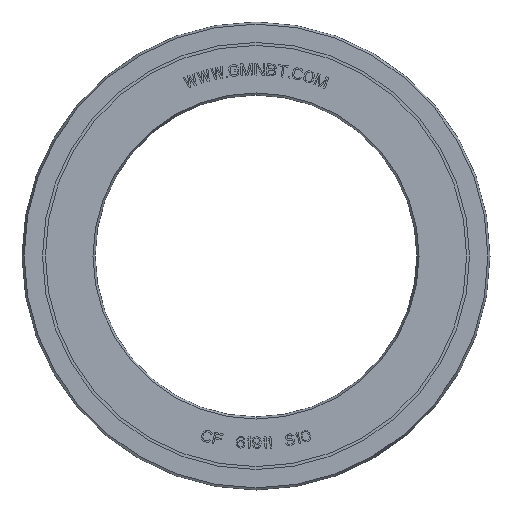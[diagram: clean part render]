
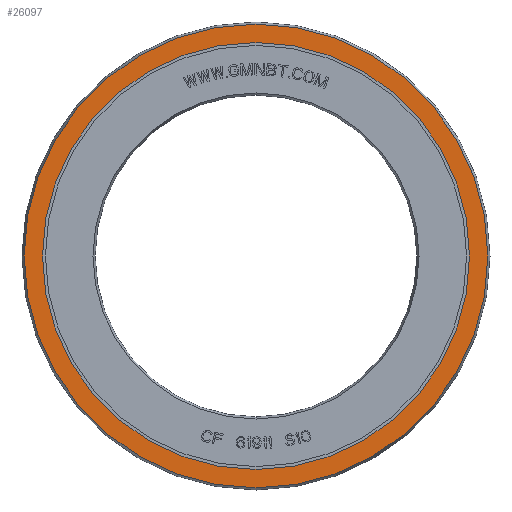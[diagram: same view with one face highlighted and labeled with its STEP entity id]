
A CAD part, front view. The second image highlights one B-rep face of the part: STEP entity #26097.
In plain terms, the highlighted planar face has unit normal (0, -1, 0).
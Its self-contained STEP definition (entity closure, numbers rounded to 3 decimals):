
#25616=CARTESIAN_POINT('',(0.,-3.,0.));
#25617=DIRECTION('',(0.,1.,0.));
#25618=DIRECTION('',(0.,0.,-1.));
#25619=AXIS2_PLACEMENT_3D('',#25616,#25617,#25618);
#25624=CARTESIAN_POINT('',(0.,-3.,0.));
#25625=DIRECTION('',(0.,-1.,0.));
#25626=DIRECTION('',(0.,0.,-1.));
#25627=AXIS2_PLACEMENT_3D('',#25624,#25625,#25626);
#25632=CARTESIAN_POINT('',(0.,-3.,0.));
#25633=DIRECTION('',(0.,-1.,0.));
#25634=DIRECTION('',(0.,0.,-1.));
#25635=AXIS2_PLACEMENT_3D('',#25632,#25633,#25634);
#25654=CARTESIAN_POINT('',(0.,-3.,0.));
#25655=DIRECTION('',(0.,1.,0.));
#25656=DIRECTION('',(0.,0.,-1.));
#25657=AXIS2_PLACEMENT_3D('',#25654,#25655,#25656);
#25693=CARTESIAN_POINT('',(0.,-3.,-36.5));
#25695=VERTEX_POINT('',#25693);
#25696=CARTESIAN_POINT('',(0.,-3.,-39.636));
#25698=VERTEX_POINT('',#25696);
#25709=CARTESIAN_POINT('',(0.,-3.,36.5));
#25711=VERTEX_POINT('',#25709);
#25712=CARTESIAN_POINT('',(0.,-3.,39.636));
#25714=VERTEX_POINT('',#25712);
#26082=CARTESIAN_POINT('',(0.,-3.,0.));
#26083=DIRECTION('',(0.,-1.,0.));
#26084=DIRECTION('',(0.,0.,1.));
#26085=AXIS2_PLACEMENT_3D('',#26082,#26083,#26084);
#26086=PLANE('',#26085);
#26088=ORIENTED_EDGE('',*,*,#26087,.F.);
#26090=ORIENTED_EDGE('',*,*,#26089,.T.);
#26091=EDGE_LOOP('',(#26088,#26090));
#26092=FACE_OUTER_BOUND('',#26091,.F.);
#26093=ORIENTED_EDGE('',*,*,#26075,.F.);
#26094=ORIENTED_EDGE('',*,*,#26064,.T.);
#26095=EDGE_LOOP('',(#26093,#26094));
#26096=FACE_BOUND('',#26095,.F.);
#25620=CIRCLE('',#25619,36.5);
#25628=CIRCLE('',#25627,36.5);
#25636=CIRCLE('',#25635,39.636);
#25658=CIRCLE('',#25657,39.636);
#26064=EDGE_CURVE('',#25695,#25711,#25628,.T.);
#26075=EDGE_CURVE('',#25695,#25711,#25620,.T.);
#26087=EDGE_CURVE('',#25698,#25714,#25636,.T.);
#26089=EDGE_CURVE('',#25698,#25714,#25658,.T.);
#26097=ADVANCED_FACE('',(#26092,#26096),#26086,.T.);
